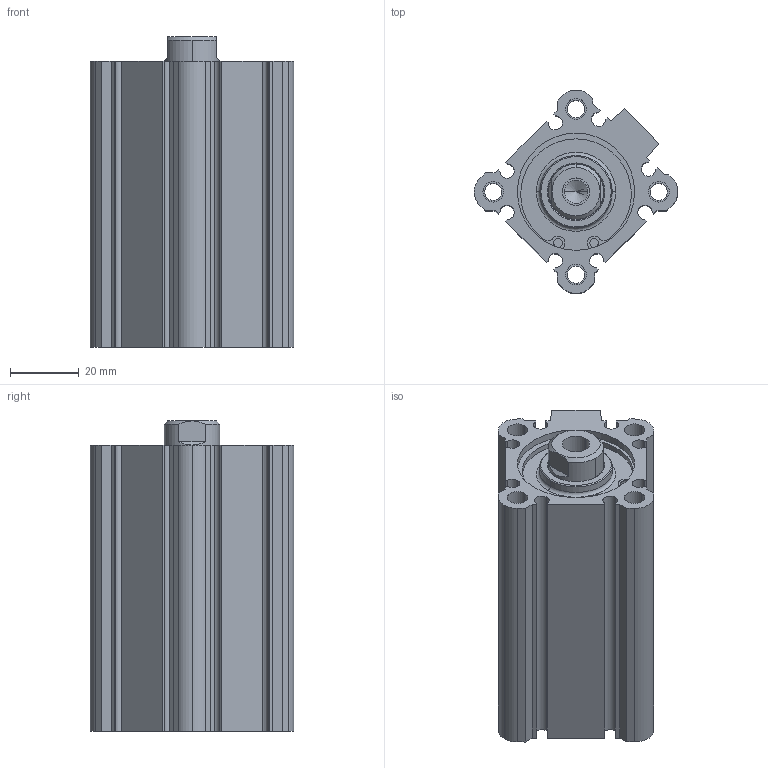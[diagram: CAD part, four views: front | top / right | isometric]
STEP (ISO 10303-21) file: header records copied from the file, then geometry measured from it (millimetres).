
FILE_DESCRIPTION (( 'STEP AP214' ), '1' );
FILE_NAME ('5007-5012.5010.STEP', '2016-04-07T20:37:44', ( 'User' ), ( 'Microsoft' ), 'SwSTEP 2.0', 'SolidWorks 2016', '' );
FILE_SCHEMA (( 'AUTOMOTIVE_DESIGN' ));
Length unit declared in the file: millimetre
Products named in the file (1): 5007-5012.5010
Bounding box: 59.06 x 59.04 x 90 mm (x, y, z)
Volume: 102513.5 mm3; surface area: 47477.7 mm2
Topology: 3 solids, 3 shells, 191 faces, 480 edges, 310 vertices
Faces by surface type: cylinder 92, plane 84, cone 13, torus 2
Entity records: 5996 total; most frequent: DIRECTION 1059, CARTESIAN_POINT 1010, ORIENTED_EDGE 948, EDGE_CURVE 474, AXIS2_PLACEMENT_3D 399, VERTEX_POINT 310, VECTOR 261, LINE 261
